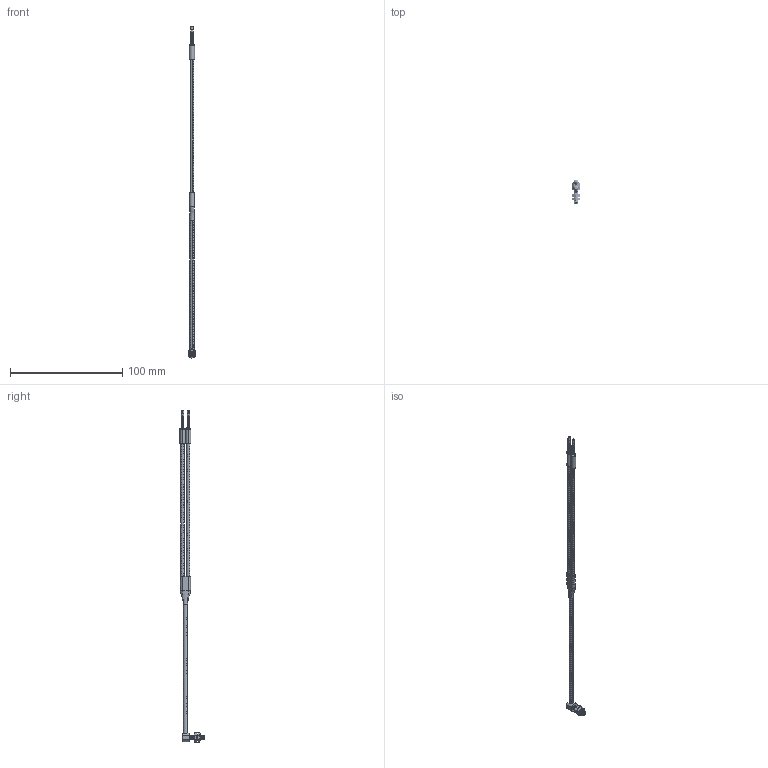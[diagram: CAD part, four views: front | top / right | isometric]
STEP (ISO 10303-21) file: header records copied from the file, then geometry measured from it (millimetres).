
FILE_DESCRIPTION((''),'2;1');
FILE_NAME('161906_ASM','2012-02-17T',('banengservice'),('BANNER ENGINEERING'),'PRO/ENGINEER BY PARAMETRIC TECHNOLOGY CORPORATION, 2009141','PRO/ENGINEER BY PARAMETRIC TECHNOLOGY CORPORATION, 2009141','');
FILE_SCHEMA(('CONFIG_CONTROL_DESIGN'));
Length unit declared in the file: inch
Products named in the file (8): 111770; 110533; 110532; 110534; 139880; FIBER_CORE_9X_-25_010_1X_-5_020; 111401; 161906_ASM
Assembly tree (10 placements, depth 2):
  161906_ASM
    111770
    110533  x2
    110532  x2
    110534
    139880
    FIBER_CORE_9X_-25_010_1X_-5_020
    111401  x2
Bounding box: 7.01 x 21.45 x 295.34 mm (x, y, z)
Volume: 2058.1 mm3; surface area: 15763.7 mm2
Topology: 23 solids, 25 shells, 1171 faces, 2382 edges, 1257 vertices
Faces by surface type: torus 400, cone 271, cylinder 226, bspline 210, plane 64
Entity records: 47085 total; most frequent: CARTESIAN_POINT 33091, DIRECTION 2965, ORIENTED_EDGE 2796, EDGE_CURVE 1400, AXIS2_PLACEMENT_3D 1255, VERTEX_POINT 755, CIRCLE 700, EDGE_LOOP 697
